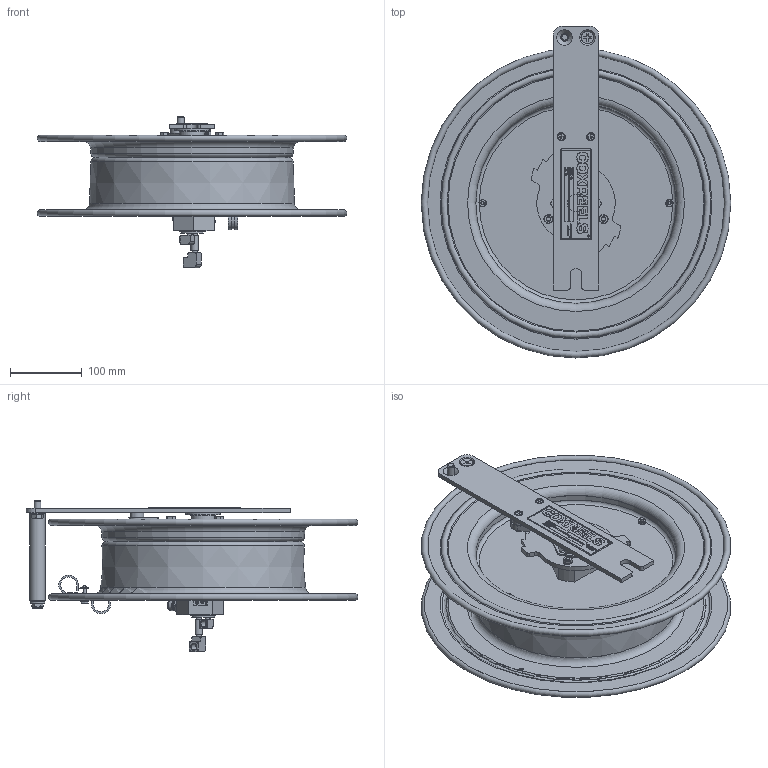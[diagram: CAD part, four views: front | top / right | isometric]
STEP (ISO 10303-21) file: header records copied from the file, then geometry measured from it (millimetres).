
FILE_DESCRIPTION(/* description */ (''),/* implementation_level */ '2;1');
FILE_NAME(/* name */ 'SR17WTL-150_SHARED.stp',/* time_stamp */ '2020-03-09T07:57:40-07:00',/* author */ ('NMelton'),/* organization */ (''),/* preprocessor_version */ 'ST-DEVELOPER v17',/* originating_system */ 'Autodesk Inventor 2019',/* authorisation */ '');
FILE_SCHEMA (('AUTOMOTIVE_DESIGN { 1 0 10303 214 3 1 1 }'));
Products named in the file (1): SR17WTL-150_SHARED
Bounding box: 431.8 x 462.91 x 211.36 mm (x, y, z)
Surface area: 915770.2 mm2 (no closed solid volume)
Topology: 0 solids, 113 shells, 1975 faces, 8721 edges, 6597 vertices
Faces by surface type: plane 972, cylinder 423, bspline 376, cone 144, torus 55, sphere 5
Full cylindrical faces by diameter (mm): 1.93 x2, 2.54 x1, 3.048 x1, 3.962 x2, 4.75 x1, 4.826 x6, 5.08 x2, 5.575 x1, 5.588 x2, 7.112 x3, 8.89 x3, 9.525 x1, 10.312 x2, 11.557 x4, 12.548 x1, 12.7 x1, 12.859 x1, 14.287 x2, 18.034 x1, 19.05 x2, 20.625 x2, 21.336 x1, 31.674 x2, 34.925 x1, 35.052 x1, 39.624 x1, 48.26 x1, 273.05 x1
Entity records: 99627 total; most frequent: CARTESIAN_POINT 32920, ORIENTED_EDGE 12682, DIRECTION 11116, EDGE_CURVE 8711, VERTEX_POINT 6597, LINE 5078, VECTOR 5078, AXIS2_PLACEMENT_3D 3019
